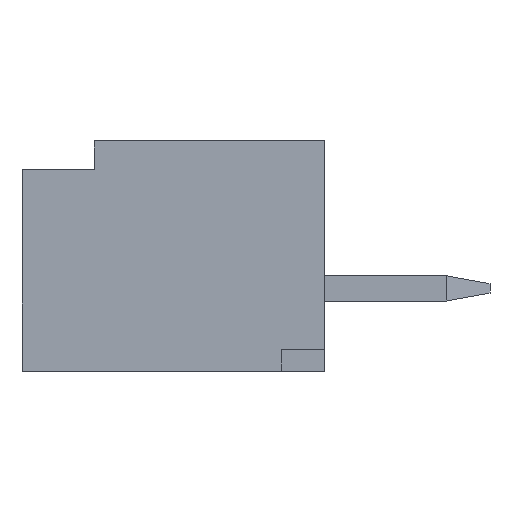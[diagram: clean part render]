
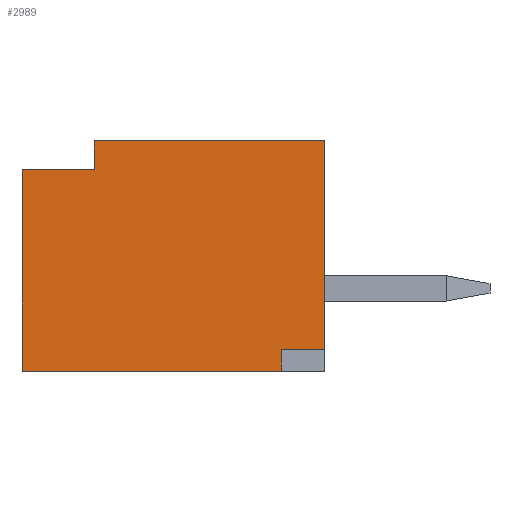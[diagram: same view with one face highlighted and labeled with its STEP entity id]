
A CAD part, left-side view. The second image highlights one B-rep face of the part: STEP entity #2989.
In plain terms, the highlighted planar face has unit normal (-1, 0, 0).
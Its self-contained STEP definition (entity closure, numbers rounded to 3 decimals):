
#29 = EDGE_CURVE ( 'NONE', #821, #4633, #1747, .T. ) ;
#138 = VECTOR ( 'NONE', #3662, 1000. ) ;
#235 = CARTESIAN_POINT ( 'NONE',  ( -4., -2.625, -1.6 ) ) ;
#240 = DIRECTION ( 'NONE',  ( 0., 0., -1. ) ) ;
#395 = CARTESIAN_POINT ( 'NONE',  ( -4., -0.025, 1.2 ) ) ;
#656 = ORIENTED_EDGE ( 'NONE', *, *, #4255, .F. ) ;
#821 = VERTEX_POINT ( 'NONE', #4115 ) ;
#857 = DIRECTION ( 'NONE',  ( 0., 0., -1. ) ) ;
#892 = CARTESIAN_POINT ( 'NONE',  ( -4., -2.625, -1.3 ) ) ;
#926 = VECTOR ( 'NONE', #1502, 1000. ) ;
#1065 = CARTESIAN_POINT ( 'NONE',  ( -4., -0.025, 0. ) ) ;
#1262 = VECTOR ( 'NONE', #5044, 1000. ) ;
#1295 = CARTESIAN_POINT ( 'NONE',  ( -4., -3.225, 1.6 ) ) ;
#1300 = VECTOR ( 'NONE', #1734, 1000. ) ;
#1416 = ORIENTED_EDGE ( 'NONE', *, *, #3229, .F. ) ;
#1502 = DIRECTION ( 'NONE',  ( 0., 0., -1. ) ) ;
#1516 = CARTESIAN_POINT ( 'NONE',  ( -4., -3.225, -1.6 ) ) ;
#1585 = LINE ( 'NONE', #4297, #4093 ) ;
#1671 = CARTESIAN_POINT ( 'NONE',  ( -4., -0.025, 1.6 ) ) ;
#1674 = EDGE_CURVE ( 'NONE', #4782, #2338, #1585, .T. ) ;
#1734 = DIRECTION ( 'NONE',  ( 0., -1., 0. ) ) ;
#1747 = LINE ( 'NONE', #2287, #3237 ) ;
#1760 = EDGE_LOOP ( 'NONE', ( #3696, #4609, #5526, #3916, #1416, #656, #4276, #3279 ) ) ;
#1830 = VECTOR ( 'NONE', #240, 1000. ) ;
#1934 = CARTESIAN_POINT ( 'NONE',  ( -4., 0.975, -1.6 ) ) ;
#2287 = CARTESIAN_POINT ( 'NONE',  ( -4., 0., -1.3 ) ) ;
#2338 = VERTEX_POINT ( 'NONE', #4541 ) ;
#2646 = DIRECTION ( 'NONE',  ( 0., 0., 1. ) ) ;
#2980 = VERTEX_POINT ( 'NONE', #1295 ) ;
#2989 = ADVANCED_FACE ( 'NONE', ( #4230 ), #3855, .F. ) ;
#3071 = DIRECTION ( 'NONE',  ( 1., 0., 0. ) ) ;
#3229 = EDGE_CURVE ( 'NONE', #5396, #4782, #4158, .T. ) ;
#3237 = VECTOR ( 'NONE', #3554, 1000. ) ;
#3279 = ORIENTED_EDGE ( 'NONE', *, *, #3771, .F. ) ;
#3327 = LINE ( 'NONE', #4796, #1300 ) ;
#3478 = VECTOR ( 'NONE', #4097, 1000. ) ;
#3554 = DIRECTION ( 'NONE',  ( 0., 1., 0. ) ) ;
#3662 = DIRECTION ( 'NONE',  ( 0., 1., 0. ) ) ;
#3696 = ORIENTED_EDGE ( 'NONE', *, *, #4048, .F. ) ;
#3771 = EDGE_CURVE ( 'NONE', #2980, #821, #5119, .T. ) ;
#3855 = PLANE ( 'NONE',  #3928 ) ;
#3890 = LINE ( 'NONE', #4173, #1262 ) ;
#3916 = ORIENTED_EDGE ( 'NONE', *, *, #1674, .F. ) ;
#3928 = AXIS2_PLACEMENT_3D ( 'NONE', #4312, #3071, #857 ) ;
#4048 = EDGE_CURVE ( 'NONE', #5524, #2980, #3327, .T. ) ;
#4093 = VECTOR ( 'NONE', #2646, 1000. ) ;
#4097 = DIRECTION ( 'NONE',  ( 0., 0., 1. ) ) ;
#4115 = CARTESIAN_POINT ( 'NONE',  ( -4., -3.225, -1.3 ) ) ;
#4123 = VERTEX_POINT ( 'NONE', #395 ) ;
#4158 = LINE ( 'NONE', #1516, #138 ) ;
#4173 = CARTESIAN_POINT ( 'NONE',  ( -4., 0., 1.2 ) ) ;
#4230 = FACE_OUTER_BOUND ( 'NONE', #1760, .T. ) ;
#4255 = EDGE_CURVE ( 'NONE', #4633, #5396, #5085, .T. ) ;
#4276 = ORIENTED_EDGE ( 'NONE', *, *, #29, .F. ) ;
#4297 = CARTESIAN_POINT ( 'NONE',  ( -4., 0.975, -1.6 ) ) ;
#4312 = CARTESIAN_POINT ( 'NONE',  ( -4., 0., 0. ) ) ;
#4371 = CARTESIAN_POINT ( 'NONE',  ( -4., -2.625, 0. ) ) ;
#4444 = EDGE_CURVE ( 'NONE', #2338, #4123, #3890, .T. ) ;
#4541 = CARTESIAN_POINT ( 'NONE',  ( -4., 0.975, 1.2 ) ) ;
#4567 = CARTESIAN_POINT ( 'NONE',  ( -4., -3.225, 0. ) ) ;
#4609 = ORIENTED_EDGE ( 'NONE', *, *, #4770, .F. ) ;
#4633 = VERTEX_POINT ( 'NONE', #892 ) ;
#4770 = EDGE_CURVE ( 'NONE', #4123, #5524, #4789, .T. ) ;
#4782 = VERTEX_POINT ( 'NONE', #1934 ) ;
#4789 = LINE ( 'NONE', #1065, #3478 ) ;
#4796 = CARTESIAN_POINT ( 'NONE',  ( -4., 0., 1.6 ) ) ;
#5044 = DIRECTION ( 'NONE',  ( 0., -1., 0. ) ) ;
#5085 = LINE ( 'NONE', #4371, #926 ) ;
#5119 = LINE ( 'NONE', #4567, #1830 ) ;
#5396 = VERTEX_POINT ( 'NONE', #235 ) ;
#5524 = VERTEX_POINT ( 'NONE', #1671 ) ;
#5526 = ORIENTED_EDGE ( 'NONE', *, *, #4444, .F. ) ;
